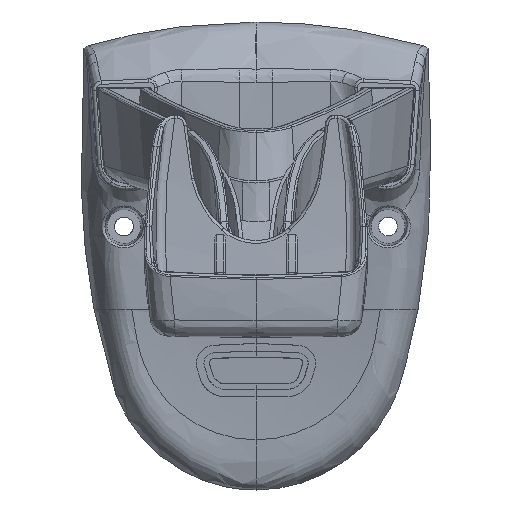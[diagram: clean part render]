
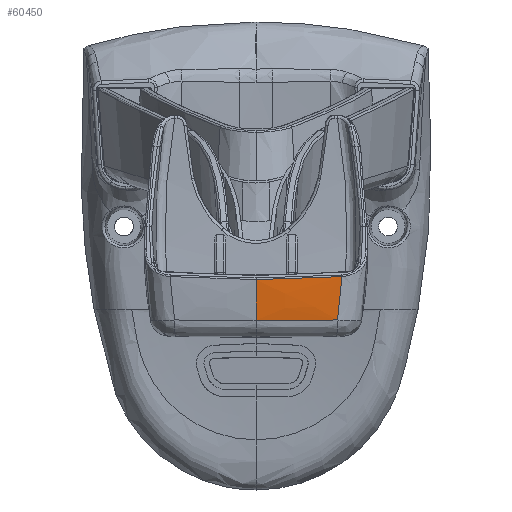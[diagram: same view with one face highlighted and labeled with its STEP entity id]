
A CAD part, front view. The second image highlights one B-rep face of the part: STEP entity #60450.
In plain terms, the highlighted free-form (B-spline) face has degree [3, 3] with [4, 4] control points.
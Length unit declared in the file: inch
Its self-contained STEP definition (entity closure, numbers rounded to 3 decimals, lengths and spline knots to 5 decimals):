
#1216 = CARTESIAN_POINT ( 'NONE',  ( -0.14755, 6.78359, 2.88888 ) ) ;
#1734 = CARTESIAN_POINT ( 'NONE',  ( 0.75543, 6.7939, 2.55656 ) ) ;
#2249 = CARTESIAN_POINT ( 'NONE',  ( -0.14777, 6.79889, 2.73844 ) ) ;
#5184 = CARTESIAN_POINT ( 'NONE',  ( 0.70862, 6.75207, 3.00927 ) ) ;
#8743 = CARTESIAN_POINT ( 'NONE',  ( 0.457, 6.81229, 2.57742 ) ) ;
#9083 = CARTESIAN_POINT ( 'NONE',  ( 0.16216, 6.78913, 2.889 ) ) ;
#13996 = CARTESIAN_POINT ( 'NONE',  ( -0.14181, 6.7706, 3.01279 ) ) ;
#14201 = ORIENTED_EDGE ( 'NONE', *, *, #23818, .F. ) ;
#14803 = EDGE_CURVE ( 'NONE', #48967, #25210, #94767, .T. ) ;
#16013 = CARTESIAN_POINT ( 'NONE',  ( 0.70862, 6.75207, 3.00927 ) ) ;
#17955 = CARTESIAN_POINT ( 'NONE',  ( 0.46517, 6.79762, 2.72785 ) ) ;
#18981 = CARTESIAN_POINT ( 'NONE',  ( 0.77046, 6.77864, 2.70634 ) ) ;
#23521 =( BOUNDED_SURFACE ( )  B_SPLINE_SURFACE ( 3, 3, ( 
 ( #82985, #34729, #67195, #73057 ),
 ( #18981, #17955, #90349, #2249 ),
 ( #98223, #98725, #9083, #1216 ),
 ( #25310, #82467, #26339, #58315 ) ),
 .UNSPECIFIED., .F., .F., .T. ) 
 B_SPLINE_SURFACE_WITH_KNOTS ( ( 4, 4 ),
 ( 4, 4 ),
 ( 0.015, 0.69226 ),
 ( 0., 1. ),
 .UNSPECIFIED. ) 
 GEOMETRIC_REPRESENTATION_ITEM ( )  RATIONAL_B_SPLINE_SURFACE ( (
 ( 1., 0.999, 0.999, 1.),
 ( 1., 0.999, 0.999, 1.),
 ( 1., 0.999, 0.999, 1.),
 ( 1., 0.999, 0.999, 1.) ) ) 
 REPRESENTATION_ITEM ( '' )  SURFACE ( )  );
#23818 = EDGE_CURVE ( 'NONE', #51620, #48967, #46759, .T. ) ;
#25210 = VERTEX_POINT ( 'NONE', #34562 ) ;
#25310 = CARTESIAN_POINT ( 'NONE',  ( 0.78964, 6.74704, 3.00651 ) ) ;
#26339 = CARTESIAN_POINT ( 'NONE',  ( 0.16551, 6.7733, 3.03938 ) ) ;
#28553 = ORIENTED_EDGE ( 'NONE', *, *, #14803, .F. ) ;
#29454 = CARTESIAN_POINT ( 'NONE',  ( -0.14181, 6.7706, 3.01279 ) ) ;
#31807 = CARTESIAN_POINT ( 'NONE',  ( 0.42558, 6.76931, 3.01165 ) ) ;
#32282 = CARTESIAN_POINT ( 'NONE',  ( 0.74943, 6.78643, 2.63894 ) ) ;
#34412 = CARTESIAN_POINT ( 'NONE',  ( -0.14256, 6.81371, 2.58794 ) ) ;
#34562 = CARTESIAN_POINT ( 'NONE',  ( -0.14256, 6.81371, 2.58794 ) ) ;
#34729 = CARTESIAN_POINT ( 'NONE',  ( 0.45866, 6.81235, 2.57746 ) ) ;
#41057 = FACE_OUTER_BOUND ( 'NONE', #55143, .T. ) ;
#46759 = B_SPLINE_CURVE_WITH_KNOTS ( 'NONE', 3,
 ( #62209, #31807, #64310, #13996 ),
 .UNSPECIFIED., .F., .F.,
 ( 4, 4 ),
 ( 0., 1. ),
 .UNSPECIFIED. ) ;
#48967 = VERTEX_POINT ( 'NONE', #68760 ) ;
#49024 = CARTESIAN_POINT ( 'NONE',  ( 0.75543, 6.7939, 2.55656 ) ) ;
#51620 = VERTEX_POINT ( 'NONE', #5184 ) ;
#51983 = CARTESIAN_POINT ( 'NONE',  ( -0.14256, 6.81371, 2.58794 ) ) ;
#52275 = VERTEX_POINT ( 'NONE', #1734 ) ;
#54828 = CARTESIAN_POINT ( 'NONE',  ( 0.75287, 6.79055, 2.59361 ) ) ;
#54950 = ORIENTED_EDGE ( 'NONE', *, *, #69283, .F. ) ;
#55143 = EDGE_LOOP ( 'NONE', ( #96833, #54950, #28553, #14201 ) ) ;
#58315 = CARTESIAN_POINT ( 'NONE',  ( -0.14732, 6.76771, 3.03926 ) ) ;
#60450 = ADVANCED_FACE ( 'NONE', ( #41057 ), #23521, .F. ) ;
#61936 = CARTESIAN_POINT ( 'NONE',  ( -0.14207, 6.78548, 2.87123 ) ) ;
#62209 = CARTESIAN_POINT ( 'NONE',  ( 0.70862, 6.75207, 3.00927 ) ) ;
#63730 = CARTESIAN_POINT ( 'NONE',  ( 0.73544, 6.77183, 2.79838 ) ) ;
#64310 = CARTESIAN_POINT ( 'NONE',  ( 0.1418, 6.77555, 3.01279 ) ) ;
#67195 = CARTESIAN_POINT ( 'NONE',  ( 0.15544, 6.81904, 2.58806 ) ) ;
#67291 =( BOUNDED_CURVE ( )  B_SPLINE_CURVE ( 3, ( #49024, #96284, #54828, #32282, #81064, #63730, #79505, #16013 ),
 .UNSPECIFIED., .F., .T. ) 
 B_SPLINE_CURVE_WITH_KNOTS ( ( 4, 2, 2, 4 ),
 ( 0., 0.12239, 0.29959, 1. ),
 .UNSPECIFIED. ) 
 CURVE ( )  GEOMETRIC_REPRESENTATION_ITEM ( )  RATIONAL_B_SPLINE_CURVE ( ( 1., 1., 1., 1., 1., 1., 1., 1. ) ) 
 REPRESENTATION_ITEM ( '' )  );
#68760 = CARTESIAN_POINT ( 'NONE',  ( -0.14181, 6.7706, 3.01279 ) ) ;
#69283 = EDGE_CURVE ( 'NONE', #25210, #52275, #88241, .T. ) ;
#73057 = CARTESIAN_POINT ( 'NONE',  ( -0.14798, 6.81362, 2.58794 ) ) ;
#79505 = CARTESIAN_POINT ( 'NONE',  ( 0.72336, 6.76202, 2.90402 ) ) ;
#81064 = CARTESIAN_POINT ( 'NONE',  ( 0.74722, 6.78398, 2.66574 ) ) ;
#82146 = CARTESIAN_POINT ( 'NONE',  ( 0.15712, 6.81894, 2.58794 ) ) ;
#82467 = CARTESIAN_POINT ( 'NONE',  ( 0.47813, 6.76641, 3.02845 ) ) ;
#82985 = CARTESIAN_POINT ( 'NONE',  ( 0.7608, 6.79357, 2.55618 ) ) ;
#84539 = CARTESIAN_POINT ( 'NONE',  ( -0.14232, 6.79985, 2.72961 ) ) ;
#88241 = B_SPLINE_CURVE_WITH_KNOTS ( 'NONE', 3,
 ( #34412, #82146, #8743, #89528 ),
 .UNSPECIFIED., .F., .F.,
 ( 4, 4 ),
 ( 0., 1. ),
 .UNSPECIFIED. ) ;
#88541 = EDGE_CURVE ( 'NONE', #52275, #51620, #67291, .T. ) ;
#89528 = CARTESIAN_POINT ( 'NONE',  ( 0.75543, 6.7939, 2.55656 ) ) ;
#90349 = CARTESIAN_POINT ( 'NONE',  ( 0.15881, 6.80437, 2.73855 ) ) ;
#94767 = B_SPLINE_CURVE_WITH_KNOTS ( 'NONE', 3,
 ( #29454, #61936, #84539, #51983 ),
 .UNSPECIFIED., .F., .F.,
 ( 4, 4 ),
 ( 0., 1. ),
 .UNSPECIFIED. ) ;
#96284 = CARTESIAN_POINT ( 'NONE',  ( 0.75419, 6.79223, 2.57506 ) ) ;
#96833 = ORIENTED_EDGE ( 'NONE', *, *, #88541, .F. ) ;
#98223 = CARTESIAN_POINT ( 'NONE',  ( 0.78007, 6.76313, 2.85646 ) ) ;
#98725 = CARTESIAN_POINT ( 'NONE',  ( 0.47166, 6.7823, 2.87818 ) ) ;
